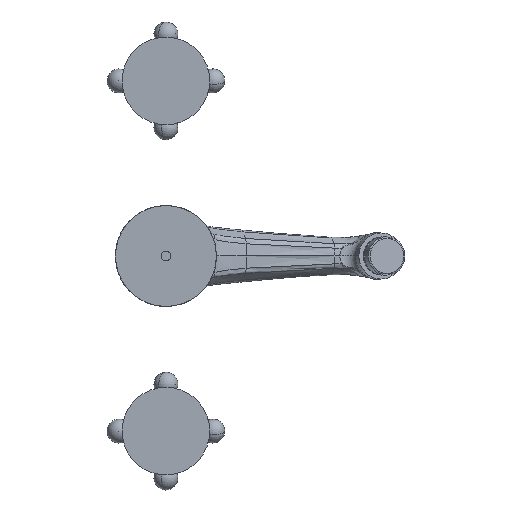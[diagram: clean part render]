
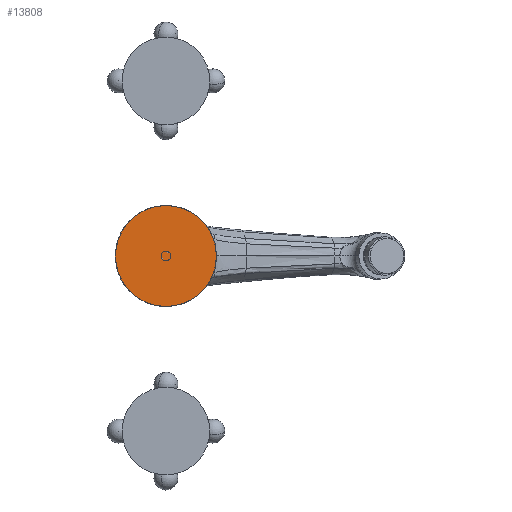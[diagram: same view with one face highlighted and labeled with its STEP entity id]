
A CAD part, front view. The second image highlights one B-rep face of the part: STEP entity #13808.
In plain terms, the highlighted planar face has unit normal (0, -1, 0).
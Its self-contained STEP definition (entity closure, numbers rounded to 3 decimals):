
#297 = AXIS2_PLACEMENT_3D ( 'NONE', #7097, #5974, #12731 ) ;
#433 = VERTEX_POINT ( 'NONE', #12795 ) ;
#567 = DIRECTION ( 'NONE',  ( 0., 0., 1. ) ) ;
#848 = AXIS2_PLACEMENT_3D ( 'NONE', #4074, #6268, #567 ) ;
#1338 = CIRCLE ( 'NONE', #3297, 31.7 ) ;
#1780 = DIRECTION ( 'NONE',  ( 0., 0., 1. ) ) ;
#3297 = AXIS2_PLACEMENT_3D ( 'NONE', #6320, #4966, #1780 ) ;
#3710 = ORIENTED_EDGE ( 'NONE', *, *, #13985, .T. ) ;
#4074 = CARTESIAN_POINT ( 'NONE',  ( 0., 1.5, 0. ) ) ;
#4966 = DIRECTION ( 'NONE',  ( 0., -1., 0. ) ) ;
#5591 = EDGE_CURVE ( 'NONE', #7488, #433, #8059, .T. ) ;
#5974 = DIRECTION ( 'NONE',  ( 0., -1., 0. ) ) ;
#6268 = DIRECTION ( 'NONE',  ( 0., 1., 0. ) ) ;
#6320 = CARTESIAN_POINT ( 'NONE',  ( 0., 1.5, 0. ) ) ;
#6414 = FACE_OUTER_BOUND ( 'NONE', #12547, .T. ) ;
#7097 = CARTESIAN_POINT ( 'NONE',  ( 0., 1.5, 0. ) ) ;
#7210 = ORIENTED_EDGE ( 'NONE', *, *, #5591, .T. ) ;
#7488 = VERTEX_POINT ( 'NONE', #7856 ) ;
#7856 = CARTESIAN_POINT ( 'NONE',  ( 0., 1.5, -31.7 ) ) ;
#8059 = CIRCLE ( 'NONE', #297, 31.7 ) ;
#8544 = PLANE ( 'NONE',  #848 ) ;
#12547 = EDGE_LOOP ( 'NONE', ( #3710, #7210 ) ) ;
#12731 = DIRECTION ( 'NONE',  ( 0., 0., 1. ) ) ;
#12795 = CARTESIAN_POINT ( 'NONE',  ( 0., 1.5, 31.7 ) ) ;
#13808 = ADVANCED_FACE ( 'NONE', ( #6414 ), #8544, .F. ) ;
#13985 = EDGE_CURVE ( 'NONE', #433, #7488, #1338, .T. ) ;
